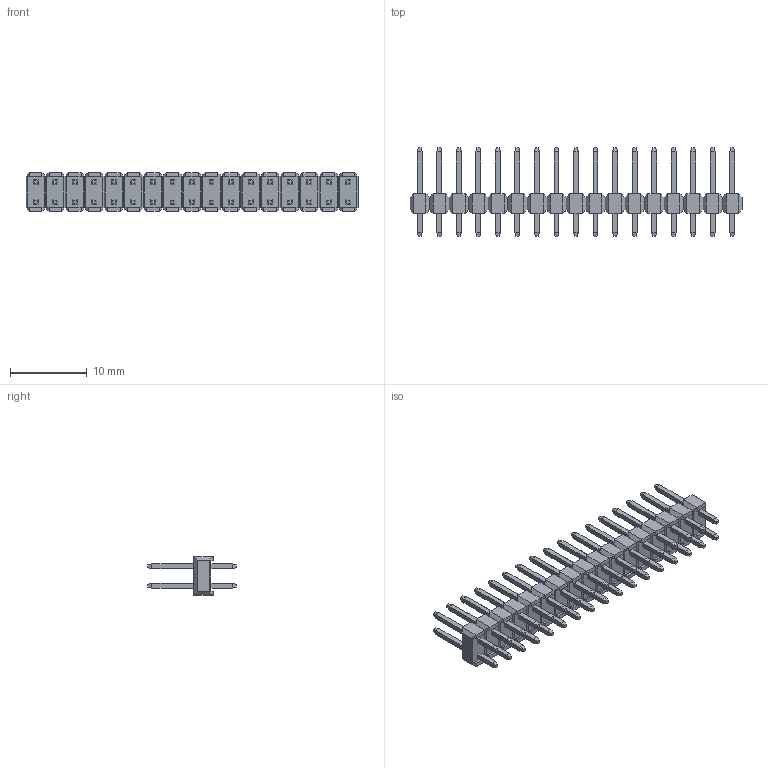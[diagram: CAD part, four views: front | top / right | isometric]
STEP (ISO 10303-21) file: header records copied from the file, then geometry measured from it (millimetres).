
FILE_DESCRIPTION (( 'STEP AP214' ), '1' );
FILE_NAME ('HEADER 2X17.STEP', '2013-11-27T11:20:40', ( '' ), ( '' ), 'SwSTEP 2.0', 'SolidWorks 2012', '' );
FILE_SCHEMA (( 'AUTOMOTIVE_DESIGN' ));
Length unit declared in the file: millimetre
Products named in the file (1): HEADER 2X17
Bounding box: 43.18 x 11.54 x 5.04 mm (x, y, z)
Volume: 588.2 mm3; surface area: 1503.3 mm2
Topology: 1 solids, 1 shells, 890 faces, 1988 edges, 1168 vertices
Faces by surface type: plane 890
Entity records: 33340 total; most frequent: CARTESIAN_POINT 4047, ORIENTED_EDGE 3976, DIRECTION 3770, EDGE_CURVE 1988, LINE 1988, VECTOR 1988, VERTEX_POINT 1168, EDGE_LOOP 958
